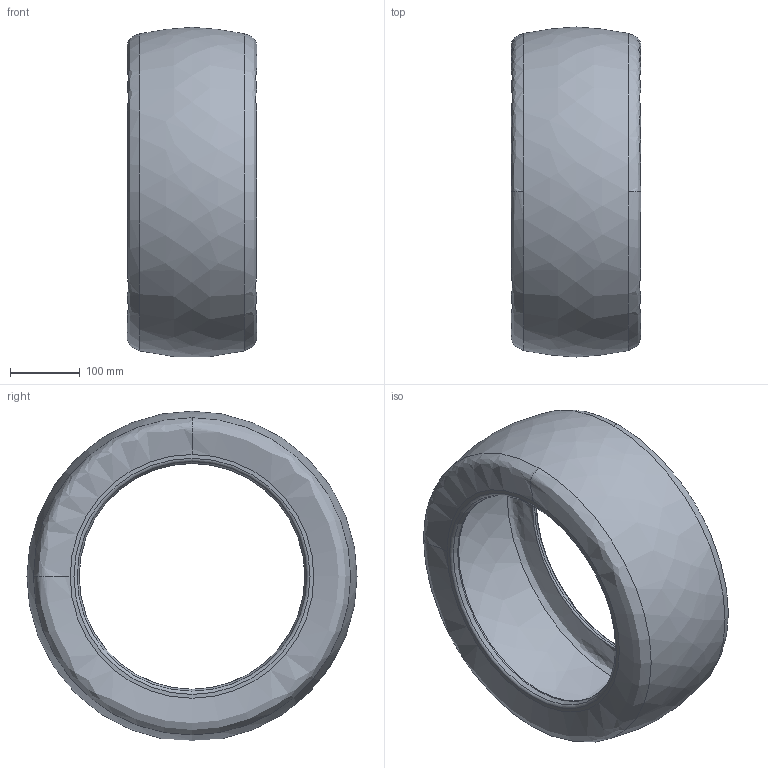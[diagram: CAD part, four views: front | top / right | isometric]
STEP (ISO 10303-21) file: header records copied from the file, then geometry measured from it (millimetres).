
FILE_DESCRIPTION(/* description */ (''),/* implementation_level */ '2;1');
FILE_NAME(/* name */ 'tire.stp',/* time_stamp */ '2021-06-03T15:51:09+02:00',/* author */ ('nicop'),/* organization */ (''),/* preprocessor_version */ 'ST-DEVELOPER v18.1',/* originating_system */ 'Autodesk Inventor 2021',/* authorisation */ '');
FILE_SCHEMA (('AUTOMOTIVE_DESIGN { 1 0 10303 214 3 1 1 }'));
Length unit declared in the file: millimetre
Products named in the file (1): WT_00203 Tire
Bounding box: 186.09 x 474 x 472.96 mm (x, y, z)
Volume: 4114466 mm3; surface area: 781589.8 mm2
Topology: 1 solids, 1 shells, 18 faces, 46 edges, 30 vertices
Faces by surface type: bspline 10, torus 4, cone 2, plane 2
Entity records: 1075 total; most frequent: CARTESIAN_POINT 611, ORIENTED_EDGE 92, DIRECTION 92, EDGE_CURVE 46, AXIS2_PLACEMENT_3D 45, CIRCLE 36, VERTEX_POINT 30, EDGE_LOOP 20
